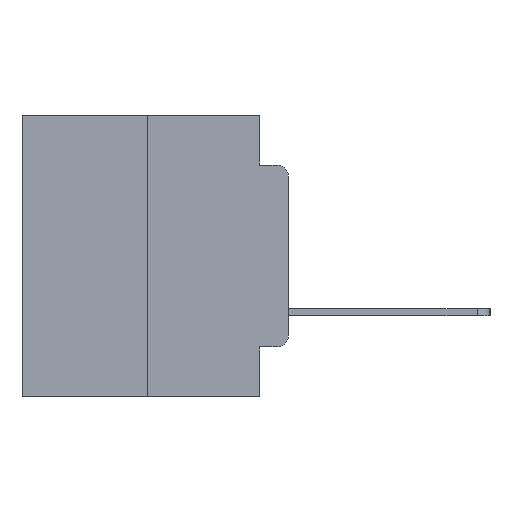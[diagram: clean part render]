
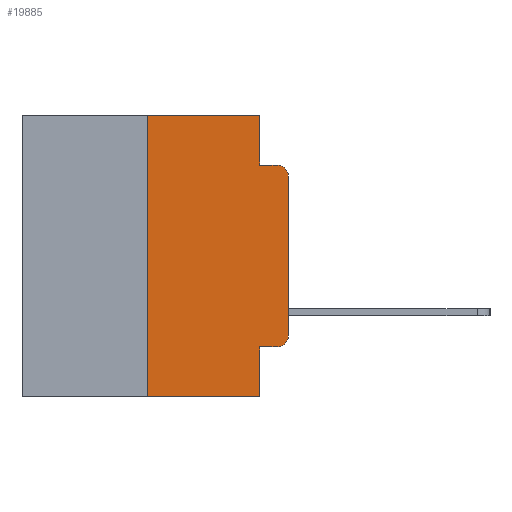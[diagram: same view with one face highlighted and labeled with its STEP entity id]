
A CAD part, left-side view. The second image highlights one B-rep face of the part: STEP entity #19885.
In plain terms, the highlighted planar face has unit normal (-1, 0, 0).
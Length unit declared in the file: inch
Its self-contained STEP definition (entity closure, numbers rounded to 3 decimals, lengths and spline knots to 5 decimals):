
#657 = VECTOR ( 'NONE', #2097, 39.37008 ) ;
#1678 = EDGE_LOOP ( 'NONE', ( #2685, #19901, #9670, #5377, #22365, #12253, #12905, #2376, #3044, #14187 ) ) ;
#2097 = DIRECTION ( 'NONE',  ( 0., 0., -1. ) ) ;
#2376 = ORIENTED_EDGE ( 'NONE', *, *, #10986, .F. ) ;
#2685 = ORIENTED_EDGE ( 'NONE', *, *, #21828, .T. ) ;
#3044 = ORIENTED_EDGE ( 'NONE', *, *, #8176, .T. ) ;
#3198 = CARTESIAN_POINT ( 'NONE',  ( 0., 0.25, -0.5 ) ) ;
#3410 = VERTEX_POINT ( 'NONE', #26355 ) ;
#3461 = DIRECTION ( 'NONE',  ( 1., 0., 0. ) ) ;
#4456 = EDGE_CURVE ( 'NONE', #8190, #6902, #26094, .T. ) ;
#4836 = DIRECTION ( 'NONE',  ( 0., 0., -1. ) ) ;
#5115 = AXIS2_PLACEMENT_3D ( 'NONE', #21630, #9473, #23612 ) ;
#5163 = EDGE_CURVE ( 'NONE', #7438, #7602, #16405, .T. ) ;
#5377 = ORIENTED_EDGE ( 'NONE', *, *, #16476, .F. ) ;
#5507 = VECTOR ( 'NONE', #4836, 39.37008 ) ;
#5546 = VERTEX_POINT ( 'NONE', #21207 ) ;
#5780 = DIRECTION ( 'NONE',  ( -1., 0., 0. ) ) ;
#6187 = CARTESIAN_POINT ( 'NONE',  ( 0., 0.051, -0.4115 ) ) ;
#6523 = CARTESIAN_POINT ( 'NONE',  ( 0., 0., -0.3915 ) ) ;
#6781 = EDGE_CURVE ( 'NONE', #15671, #12168, #15994, .T. ) ;
#6902 = VERTEX_POINT ( 'NONE', #13963 ) ;
#7006 = AXIS2_PLACEMENT_3D ( 'NONE', #18136, #5780, #20191 ) ;
#7342 = CARTESIAN_POINT ( 'NONE',  ( 0., 0.051, -0.0885 ) ) ;
#7438 = VERTEX_POINT ( 'NONE', #3198 ) ;
#7534 = LINE ( 'NONE', #21988, #23732 ) ;
#7602 = VERTEX_POINT ( 'NONE', #26097 ) ;
#8176 = EDGE_CURVE ( 'NONE', #5546, #15671, #14640, .T. ) ;
#8190 = VERTEX_POINT ( 'NONE', #8305 ) ;
#8305 = CARTESIAN_POINT ( 'NONE',  ( 0., 0.25, 0. ) ) ;
#8342 = CARTESIAN_POINT ( 'NONE',  ( 0., 0.02, -0.4115 ) ) ;
#8687 = CARTESIAN_POINT ( 'NONE',  ( 0., 0.473, -0.5 ) ) ;
#9149 = VECTOR ( 'NONE', #20546, 39.37008 ) ;
#9473 = DIRECTION ( 'NONE',  ( -1., 0., 0. ) ) ;
#9670 = ORIENTED_EDGE ( 'NONE', *, *, #19174, .F. ) ;
#9918 = CIRCLE ( 'NONE', #7006, 0.02 ) ;
#9987 = DIRECTION ( 'NONE',  ( 0., -1., 0. ) ) ;
#10661 = VECTOR ( 'NONE', #21603, 39.37008 ) ;
#10986 = EDGE_CURVE ( 'NONE', #5546, #7602, #13822, .T. ) ;
#11054 = DIRECTION ( 'NONE',  ( 0., 0., 1. ) ) ;
#11923 = DIRECTION ( 'NONE',  ( 0., 0., 1. ) ) ;
#12168 = VERTEX_POINT ( 'NONE', #6523 ) ;
#12253 = ORIENTED_EDGE ( 'NONE', *, *, #13725, .F. ) ;
#12905 = ORIENTED_EDGE ( 'NONE', *, *, #5163, .T. ) ;
#13220 = CARTESIAN_POINT ( 'NONE',  ( 0., 0.02, -0.0885 ) ) ;
#13725 = EDGE_CURVE ( 'NONE', #7438, #8190, #7534, .T. ) ;
#13822 = LINE ( 'NONE', #18718, #657 ) ;
#13963 = CARTESIAN_POINT ( 'NONE',  ( 0., 0.051, 0. ) ) ;
#14187 = ORIENTED_EDGE ( 'NONE', *, *, #6781, .T. ) ;
#14640 = LINE ( 'NONE', #6187, #9149 ) ;
#15109 = CARTESIAN_POINT ( 'NONE',  ( 0., 0., 0. ) ) ;
#15671 = VERTEX_POINT ( 'NONE', #8342 ) ;
#15994 = CIRCLE ( 'NONE', #5115, 0.02 ) ;
#16405 = LINE ( 'NONE', #8687, #26371 ) ;
#16476 = EDGE_CURVE ( 'NONE', #6902, #3410, #25898, .T. ) ;
#17026 = VECTOR ( 'NONE', #11054, 39.37008 ) ;
#17212 = CARTESIAN_POINT ( 'NONE',  ( 0., 0.051, 0. ) ) ;
#18003 = DIRECTION ( 'NONE',  ( 0., 0., -1. ) ) ;
#18136 = CARTESIAN_POINT ( 'NONE',  ( 0., 0.02, -0.1085 ) ) ;
#18718 = CARTESIAN_POINT ( 'NONE',  ( 0., 0.051, 0. ) ) ;
#19174 = EDGE_CURVE ( 'NONE', #3410, #19675, #22060, .T. ) ;
#19675 = VERTEX_POINT ( 'NONE', #13220 ) ;
#19885 = ADVANCED_FACE ( 'NONE', ( #21717 ), #25913, .F. ) ;
#19901 = ORIENTED_EDGE ( 'NONE', *, *, #20522, .T. ) ;
#20191 = DIRECTION ( 'NONE',  ( 0., 0., -1. ) ) ;
#20490 = CARTESIAN_POINT ( 'NONE',  ( 0., 0., -0.1085 ) ) ;
#20522 = EDGE_CURVE ( 'NONE', #21616, #19675, #9918, .T. ) ;
#20546 = DIRECTION ( 'NONE',  ( 0., -1., 0. ) ) ;
#20833 = VECTOR ( 'NONE', #9987, 39.37008 ) ;
#20873 = AXIS2_PLACEMENT_3D ( 'NONE', #21923, #3461, #18003 ) ;
#21207 = CARTESIAN_POINT ( 'NONE',  ( 0., 0.051, -0.4115 ) ) ;
#21603 = DIRECTION ( 'NONE',  ( 0., -1., 0. ) ) ;
#21616 = VERTEX_POINT ( 'NONE', #20490 ) ;
#21630 = CARTESIAN_POINT ( 'NONE',  ( 0., 0.02, -0.3915 ) ) ;
#21717 = FACE_OUTER_BOUND ( 'NONE', #1678, .T. ) ;
#21828 = EDGE_CURVE ( 'NONE', #12168, #21616, #22308, .T. ) ;
#21923 = CARTESIAN_POINT ( 'NONE',  ( 0., 0.473, 0. ) ) ;
#21988 = CARTESIAN_POINT ( 'NONE',  ( 0., 0.25, 0. ) ) ;
#22060 = LINE ( 'NONE', #7342, #10661 ) ;
#22308 = LINE ( 'NONE', #15109, #17026 ) ;
#22365 = ORIENTED_EDGE ( 'NONE', *, *, #4456, .F. ) ;
#22874 = DIRECTION ( 'NONE',  ( 0., -1., 0. ) ) ;
#23612 = DIRECTION ( 'NONE',  ( 0., 0., -1. ) ) ;
#23732 = VECTOR ( 'NONE', #11923, 39.37008 ) ;
#25898 = LINE ( 'NONE', #17212, #5507 ) ;
#25913 = PLANE ( 'NONE',  #20873 ) ;
#26038 = CARTESIAN_POINT ( 'NONE',  ( 0., 0.473, 0. ) ) ;
#26094 = LINE ( 'NONE', #26038, #20833 ) ;
#26097 = CARTESIAN_POINT ( 'NONE',  ( 0., 0.051, -0.5 ) ) ;
#26355 = CARTESIAN_POINT ( 'NONE',  ( 0., 0.051, -0.0885 ) ) ;
#26371 = VECTOR ( 'NONE', #22874, 39.37008 ) ;
